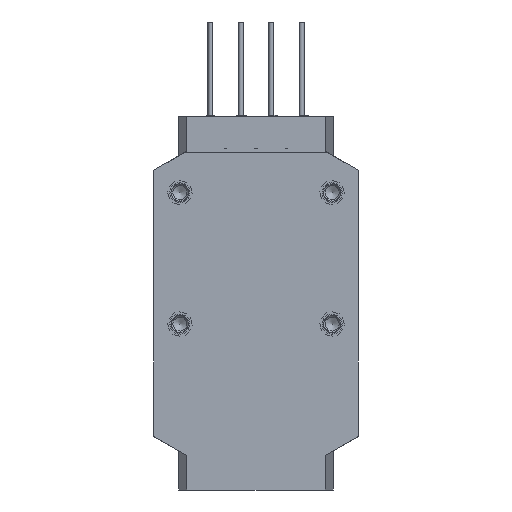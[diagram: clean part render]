
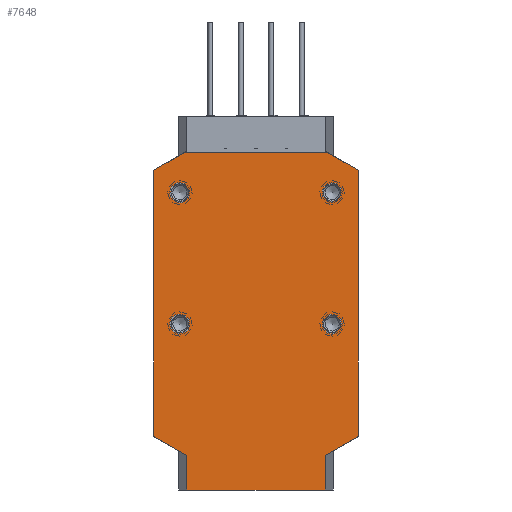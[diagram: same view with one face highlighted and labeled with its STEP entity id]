
A CAD part, front view. The second image highlights one B-rep face of the part: STEP entity #7648.
In plain terms, the highlighted planar face has unit normal (0, -1, 0).
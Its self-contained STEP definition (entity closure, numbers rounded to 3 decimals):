
#7648=ADVANCED_FACE('',(#62382,#62384,#62386,#62388,#62390),#62392,.T.);
#62382=FACE_BOUND('',#62383,.T.);
#62383=EDGE_LOOP('',(#106120,#106121,#106122,#106123,#106124,#106125,#106126,#106127,
#106128,#106129));
#62384=FACE_BOUND('',#62385,.T.);
#62385=EDGE_LOOP('',(#106130));
#62386=FACE_BOUND('',#62387,.T.);
#62387=EDGE_LOOP('',(#106131));
#62388=FACE_BOUND('',#62389,.T.);
#62389=EDGE_LOOP('',(#106132));
#62390=FACE_BOUND('',#62391,.T.);
#62391=EDGE_LOOP('',(#106133));
#62392=PLANE('',#62393);
#62393=AXIS2_PLACEMENT_3D('',#62394,#62395,#62396);
#62394=CARTESIAN_POINT('',(-74.,0.,-135.));
#62395=DIRECTION('',(0.,-1.,0.));
#62396=DIRECTION('',(1.,0.,0.));
#106120=ORIENTED_EDGE('',*,*,#139724,.T.);
#106121=ORIENTED_EDGE('',*,*,#139725,.T.);
#106122=ORIENTED_EDGE('',*,*,#139726,.F.);
#106123=ORIENTED_EDGE('',*,*,#139727,.T.);
#106124=ORIENTED_EDGE('',*,*,#139728,.T.);
#106125=ORIENTED_EDGE('',*,*,#139689,.T.);
#106126=ORIENTED_EDGE('',*,*,#139723,.T.);
#106127=ORIENTED_EDGE('',*,*,#139729,.T.);
#106128=ORIENTED_EDGE('',*,*,#139730,.T.);
#106129=ORIENTED_EDGE('',*,*,#139731,.T.);
#106130=ORIENTED_EDGE('',*,*,#139732,.T.);
#106131=ORIENTED_EDGE('',*,*,#139733,.T.);
#106132=ORIENTED_EDGE('',*,*,#139734,.T.);
#106133=ORIENTED_EDGE('',*,*,#139735,.T.);
#139689=EDGE_CURVE('',#158458,#158456,#158459,.T.);
#139723=EDGE_CURVE('',#158456,#158518,#158520,.F.);
#139724=EDGE_CURVE('',#158521,#158522,#158523,.F.);
#139725=EDGE_CURVE('',#158522,#158524,#158525,.F.);
#139726=EDGE_CURVE('',#158526,#158524,#158527,.T.);
#139727=EDGE_CURVE('',#158526,#158528,#158529,.F.);
#139728=EDGE_CURVE('',#158528,#158458,#158530,.F.);
#139729=EDGE_CURVE('',#158518,#158531,#158532,.F.);
#139730=EDGE_CURVE('',#158531,#158533,#158534,.T.);
#139731=EDGE_CURVE('',#158533,#158521,#158535,.F.);
#139732=EDGE_CURVE('',#158536,#158536,#158537,.F.);
#139733=EDGE_CURVE('',#158538,#158538,#158539,.F.);
#139734=EDGE_CURVE('',#158540,#158540,#158541,.F.);
#139735=EDGE_CURVE('',#158542,#158542,#158543,.F.);
#158456=VERTEX_POINT('',#191972);
#158458=VERTEX_POINT('',#191976);
#158459=LINE('',#191977,#191978);
#158518=VERTEX_POINT('',#192110);
#158520=LINE('',#192114,#192115);
#158521=VERTEX_POINT('',#192117);
#158522=VERTEX_POINT('',#192118);
#158523=LINE('',#192119,#192120);
#158524=VERTEX_POINT('',#192122);
#158525=LINE('',#192123,#192124);
#158526=VERTEX_POINT('',#192126);
#158527=LINE('',#192127,#192128);
#158528=VERTEX_POINT('',#192130);
#158529=LINE('',#192131,#192132);
#158530=LINE('',#192134,#192135);
#158531=VERTEX_POINT('',#192137);
#158532=LINE('',#192138,#192139);
#158533=VERTEX_POINT('',#192141);
#158534=LINE('',#192142,#192143);
#158535=LINE('',#192145,#192146);
#158536=VERTEX_POINT('',#192148);
#158537=CIRCLE('',#192149,6.5);
#158538=VERTEX_POINT('',#192153);
#158539=CIRCLE('',#192154,6.5);
#158540=VERTEX_POINT('',#192158);
#158541=CIRCLE('',#192159,6.5);
#158542=VERTEX_POINT('',#192163);
#158543=CIRCLE('',#192164,6.5);
#191972=CARTESIAN_POINT('',(50.,0.,-135.));
#191976=CARTESIAN_POINT('',(-50.,0.,-135.));
#191977=CARTESIAN_POINT('',(-50.,0.,-135.));
#191978=VECTOR('',#191979,1.);
#191979=DIRECTION('',(1.,0.,0.));
#192110=CARTESIAN_POINT('',(50.,0.,-110.));
#192114=CARTESIAN_POINT('',(50.,0.,-110.));
#192115=VECTOR('',#192116,1.);
#192116=DIRECTION('',(0.,0.,-1.));
#192117=CARTESIAN_POINT('',(51.732,0.,109.));
#192118=CARTESIAN_POINT('',(-51.732,0.,109.));
#192119=CARTESIAN_POINT('',(-51.732,0.,109.));
#192120=VECTOR('',#192121,1.);
#192121=DIRECTION('',(1.,0.,0.));
#192122=CARTESIAN_POINT('',(-74.,0.,96.144));
#192123=CARTESIAN_POINT('',(-74.,0.,96.144));
#192124=VECTOR('',#192125,1.);
#192125=DIRECTION('',(0.866,0.,0.5));
#192126=CARTESIAN_POINT('',(-74.,0.,-96.144));
#192127=CARTESIAN_POINT('',(-74.,0.,-96.144));
#192128=VECTOR('',#192129,1.);
#192129=DIRECTION('',(0.,0.,1.));
#192130=CARTESIAN_POINT('',(-50.,0.,-110.));
#192131=CARTESIAN_POINT('',(-50.,0.,-110.));
#192132=VECTOR('',#192133,1.);
#192133=DIRECTION('',(-0.866,0.,0.5));
#192134=CARTESIAN_POINT('',(-50.,0.,-135.));
#192135=VECTOR('',#192136,1.);
#192136=DIRECTION('',(0.,0.,1.));
#192137=CARTESIAN_POINT('',(74.,0.,-96.144));
#192138=CARTESIAN_POINT('',(74.,0.,-96.144));
#192139=VECTOR('',#192140,1.);
#192140=DIRECTION('',(-0.866,0.,-0.5));
#192141=CARTESIAN_POINT('',(74.,0.,96.144));
#192142=CARTESIAN_POINT('',(74.,0.,-96.144));
#192143=VECTOR('',#192144,1.);
#192144=DIRECTION('',(0.,0.,1.));
#192145=CARTESIAN_POINT('',(51.732,0.,109.));
#192146=VECTOR('',#192147,1.);
#192147=DIRECTION('',(0.866,0.,-0.5));
#192148=CARTESIAN_POINT('',(61.5,0.,80.));
#192149=AXIS2_PLACEMENT_3D('',#192150,#192151,#192152);
#192150=CARTESIAN_POINT('',(55.,0.,80.));
#192151=DIRECTION('',(0.,-1.,0.));
#192152=DIRECTION('',(1.,0.,0.));
#192153=CARTESIAN_POINT('',(61.5,0.,-15.));
#192154=AXIS2_PLACEMENT_3D('',#192155,#192156,#192157);
#192155=CARTESIAN_POINT('',(55.,0.,-15.));
#192156=DIRECTION('',(0.,-1.,0.));
#192157=DIRECTION('',(1.,0.,0.));
#192158=CARTESIAN_POINT('',(-48.5,0.,-15.));
#192159=AXIS2_PLACEMENT_3D('',#192160,#192161,#192162);
#192160=CARTESIAN_POINT('',(-55.,0.,-15.));
#192161=DIRECTION('',(0.,-1.,0.));
#192162=DIRECTION('',(1.,0.,0.));
#192163=CARTESIAN_POINT('',(-48.5,0.,80.));
#192164=AXIS2_PLACEMENT_3D('',#192165,#192166,#192167);
#192165=CARTESIAN_POINT('',(-55.,0.,80.));
#192166=DIRECTION('',(0.,-1.,0.));
#192167=DIRECTION('',(1.,0.,0.));
